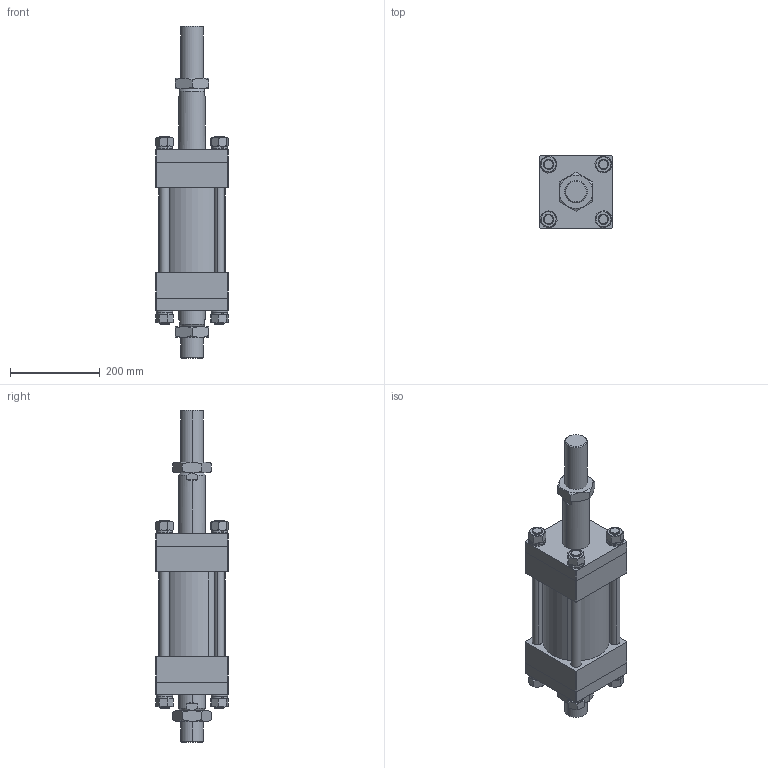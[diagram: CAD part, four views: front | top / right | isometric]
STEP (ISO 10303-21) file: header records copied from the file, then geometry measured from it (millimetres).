
FILE_DESCRIPTION (( 'STEP AP203' ), '1' );
FILE_NAME ('HOD-125-60-100.STEP', '2021-04-27T08:00:54', ( '微软用户' ), ( '微软中国' ), 'SwSTEP 2.0', 'SolidWorks 2012', '' );
FILE_SCHEMA (( 'CONFIG_CONTROL_DESIGN' ));
Length unit declared in the file: millimetre
Products named in the file (11): HOB-125-60-100掛极; HOB-125-60-100前盖; HOD-125-60-100; hex nuts 1-fine pitch-grades ab gb_GB_FASTENER_NUT_SNAB1XY  B M22X1.5-N; HOD-125-60-100嶺裝; hex thin nuts-grades ab-chamfered gb_GB_FASTENER_NUT_STNAB  B M48-N; plain washers--product grade c gb_GB_FASTENER_WASHER_SMWC 20; single coil lock washers light type gb_GB_FASTENER_WASHER_SSWL 22; HOB-125-60-100楊擘; M22^HOD-125-60-100; HOD-125-60-100活塞杆
Assembly tree (23 placements, depth 3):
  HOD-125-60-100
    HOB-125-60-100掛极
    HOB-125-60-100前盖  x2
    HOD-125-60-100活塞杆
    HOD-125-60-100嶺裝  x4
    M22^HOD-125-60-100  x8
      single coil lock washers light type gb_GB_FASTENER_WASHER_SSWL 22
      plain washers--product grade c gb_GB_FASTENER_WASHER_SMWC 20
      hex nuts 1-fine pitch-grades ab gb_GB_FASTENER_NUT_SNAB1XY  B M22X1.5-N
    hex thin nuts-grades ab-chamfered gb_GB_FASTENER_NUT_STNAB  B M48-N  x2
    HOB-125-60-100楊擘  x2
Bounding box: 162 x 162 x 738 mm (x, y, z)
Volume: 8110795.8 mm3; surface area: 941254.7 mm2
Topology: 36 solids, 36 shells, 526 faces, 1188 edges, 744 vertices
Faces by surface type: plane 200, cylinder 182, cone 132, torus 12
Entity records: 7185 total; most frequent: CARTESIAN_POINT 1414, DIRECTION 969, ORIENTED_EDGE 826, EDGE_CURVE 413, AXIS2_PLACEMENT_3D 394, VERTEX_POINT 258, EDGE_LOOP 219, CIRCLE 186
